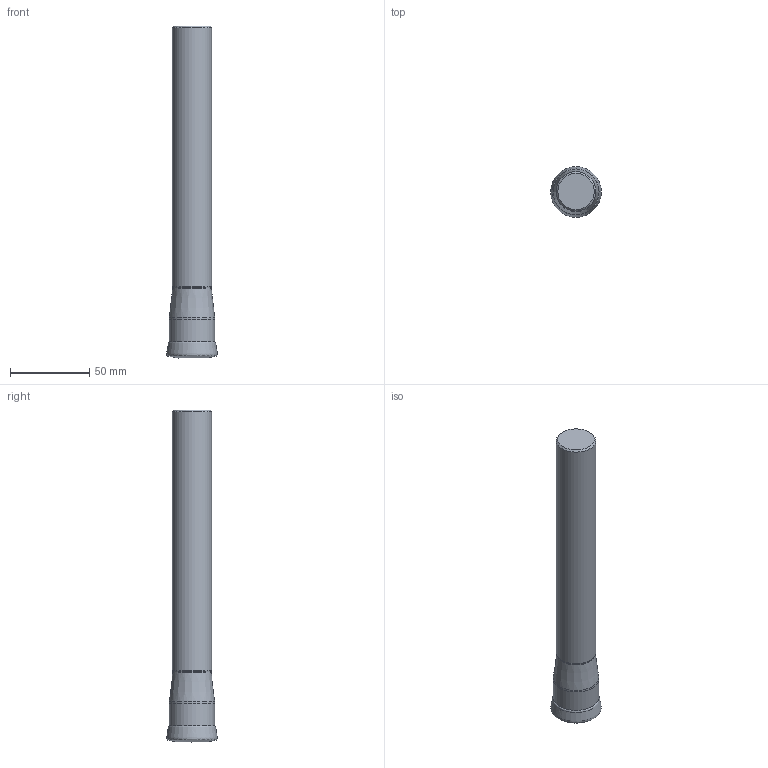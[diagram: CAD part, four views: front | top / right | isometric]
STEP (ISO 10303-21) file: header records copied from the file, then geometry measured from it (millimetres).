
FILE_DESCRIPTION(/* description */ (''),/* implementation_level */ '2;1');
FILE_NAME(/* name */ '1540978925930.stp',/* time_stamp */ '2018-10-31T15:12:35+06:00',/* author */ (''),/* organization */ ('SMS'),/* preprocessor_version */ 'ST-DEVELOPER v15',/* originating_system */ 'SIEMENS PLM Software NX 8.5',/* authorisation */ '');
FILE_SCHEMA (('AUTOMOTIVE_DESIGN { 1 0 10303 214 3 1 1 1 }'));
Length unit declared in the file: millimetre
Products named in the file (4): ASSEMBLY_CONSTRUCTION; 201753543mod000_00; 201835340mod000_00; 201835338mod000_00
Assembly tree (3 placements, depth 2):
  201835338mod000_00
    201835340mod000_00
    201753543mod000_00
    ASSEMBLY_CONSTRUCTION
Bounding box: 31.98 x 31.96 x 210 mm (x, y, z)
Volume: 113764.9 mm3; surface area: 20392.6 mm2
Topology: 2 solids, 2 shells, 21 faces, 44 edges, 37 vertices
Faces by surface type: torus 7, cone 6, cylinder 3, plane 3, bspline 2
Full cylindrical faces by diameter (mm): 24.493 x1, 24.993 x1, 28.822 x1
Entity records: 4972 total; most frequent: CARTESIAN_POINT 4404, DIRECTION 104, AXIS2_PLACEMENT_3D 52, EDGE_LOOP 38, ORIENTED_EDGE 38, FACE_BOUND 37, STYLED_ITEM 24, PRESENTATION_STYLE_ASSIGNMENT 24
